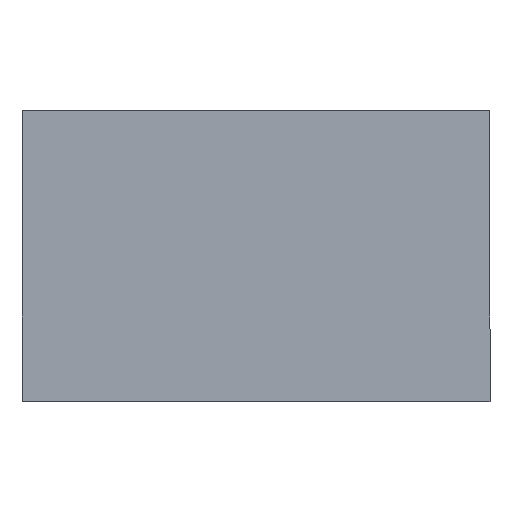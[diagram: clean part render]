
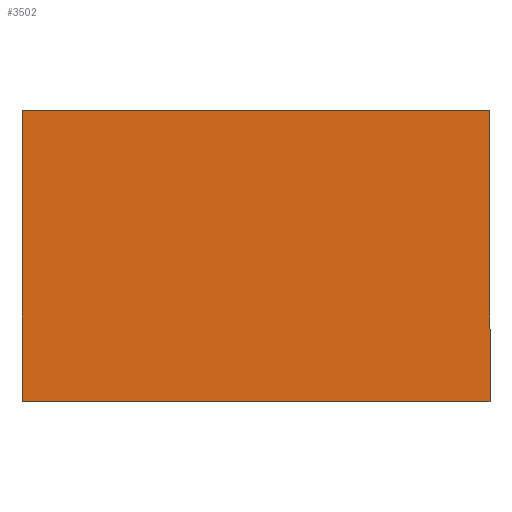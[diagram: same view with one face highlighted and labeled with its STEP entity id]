
A CAD part, top view. The second image highlights one B-rep face of the part: STEP entity #3502.
In plain terms, the highlighted planar face has unit normal (0, 0, 1).
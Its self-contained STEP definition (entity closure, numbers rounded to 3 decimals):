
#20 = VERTEX_POINT ( 'NONE', #273 ) ;
#207 = DIRECTION ( 'NONE',  ( 1., 0., 0. ) ) ;
#273 = CARTESIAN_POINT ( 'NONE',  ( 7.4, 0., 7. ) ) ;
#383 = VECTOR ( 'NONE', #207, 1000. ) ;
#391 = CARTESIAN_POINT ( 'NONE',  ( 7.4, 9.2, 7. ) ) ;
#430 = LINE ( 'NONE', #453, #509 ) ;
#453 = CARTESIAN_POINT ( 'NONE',  ( 7.4, 9.2, 7. ) ) ;
#463 = CARTESIAN_POINT ( 'NONE',  ( 0., 0., 7. ) ) ;
#476 = CARTESIAN_POINT ( 'NONE',  ( -7.4, 0., 7. ) ) ;
#509 = VECTOR ( 'NONE', #1103, 1000. ) ;
#811 = EDGE_CURVE ( 'NONE', #3739, #3415, #3313, .T. ) ;
#1061 = EDGE_CURVE ( 'NONE', #4109, #3739, #430, .T. ) ;
#1103 = DIRECTION ( 'NONE',  ( -1., 0., 0. ) ) ;
#1162 = EDGE_CURVE ( 'NONE', #3415, #20, #3105, .T. ) ;
#1242 = DIRECTION ( 'NONE',  ( -1., 0., 0. ) ) ;
#1641 = CARTESIAN_POINT ( 'NONE',  ( -7.4, 9.2, 7. ) ) ;
#1650 = ORIENTED_EDGE ( 'NONE', *, *, #811, .T. ) ;
#2056 = CARTESIAN_POINT ( 'NONE',  ( -7.4, 9.2, 7. ) ) ;
#2166 = ORIENTED_EDGE ( 'NONE', *, *, #1061, .T. ) ;
#2227 = VECTOR ( 'NONE', #2981, 1000. ) ;
#2417 = FACE_OUTER_BOUND ( 'NONE', #4068, .T. ) ;
#2515 = VECTOR ( 'NONE', #3081, 1000. ) ;
#2913 = ORIENTED_EDGE ( 'NONE', *, *, #3193, .T. ) ;
#2981 = DIRECTION ( 'NONE',  ( 0., -1., 0. ) ) ;
#3081 = DIRECTION ( 'NONE',  ( 0., 1., 0. ) ) ;
#3105 = LINE ( 'NONE', #3474, #383 ) ;
#3170 = LINE ( 'NONE', #3828, #2515 ) ;
#3193 = EDGE_CURVE ( 'NONE', #20, #4109, #3170, .T. ) ;
#3237 = DIRECTION ( 'NONE',  ( 0., 0., -1. ) ) ;
#3313 = LINE ( 'NONE', #1641, #2227 ) ;
#3415 = VERTEX_POINT ( 'NONE', #476 ) ;
#3474 = CARTESIAN_POINT ( 'NONE',  ( 7.4, 0., 7. ) ) ;
#3502 = ADVANCED_FACE ( 'NONE', ( #2417 ), #3757, .F. ) ;
#3566 = AXIS2_PLACEMENT_3D ( 'NONE', #463, #3237, #1242 ) ;
#3739 = VERTEX_POINT ( 'NONE', #2056 ) ;
#3757 = PLANE ( 'NONE',  #3566 ) ;
#3820 = ORIENTED_EDGE ( 'NONE', *, *, #1162, .T. ) ;
#3828 = CARTESIAN_POINT ( 'NONE',  ( 7.4, 9.2, 7. ) ) ;
#4068 = EDGE_LOOP ( 'NONE', ( #1650, #3820, #2913, #2166 ) ) ;
#4109 = VERTEX_POINT ( 'NONE', #391 ) ;
